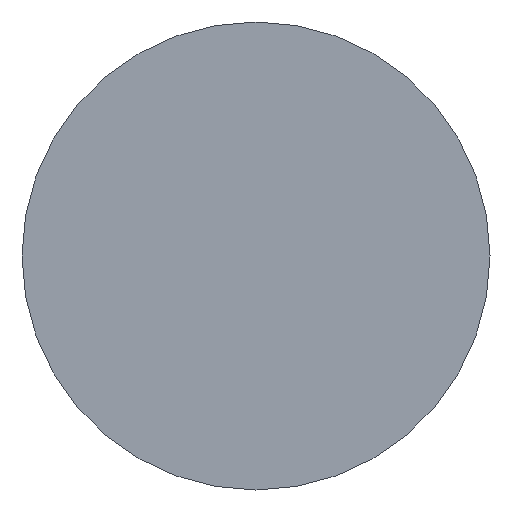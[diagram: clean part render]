
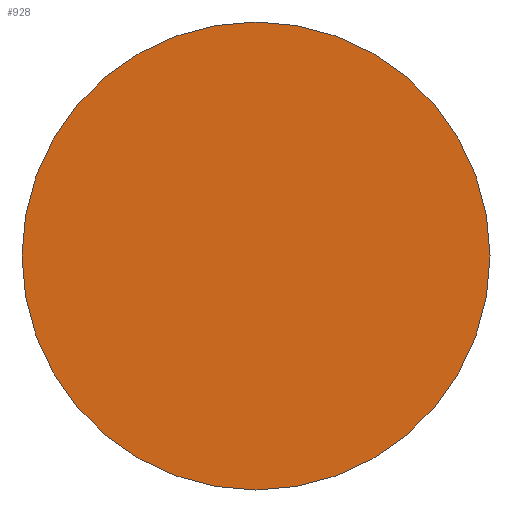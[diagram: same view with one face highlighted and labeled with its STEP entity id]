
A CAD part, front view. The second image highlights one B-rep face of the part: STEP entity #928.
In plain terms, the highlighted planar face has unit normal (0, -1, 0).
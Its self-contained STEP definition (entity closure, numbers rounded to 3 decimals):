
#193=FACE_OUTER_BOUND('',#248,.T.);
#248=EDGE_LOOP('',(#812,#813));
#325=CIRCLE('',#1075,30.);
#326=CIRCLE('',#1076,30.);
#413=VERTEX_POINT('',#1684);
#414=VERTEX_POINT('',#1685);
#545=EDGE_CURVE('',#413,#414,#325,.T.);
#546=EDGE_CURVE('',#414,#413,#326,.T.);
#812=ORIENTED_EDGE('',*,*,#545,.T.);
#813=ORIENTED_EDGE('',*,*,#546,.T.);
#825=PLANE('',#1077);
#928=ADVANCED_FACE('',(#193),#825,.T.);
#1075=AXIS2_PLACEMENT_3D('',#1686,#1362,#1363);
#1076=AXIS2_PLACEMENT_3D('',#1687,#1364,#1365);
#1077=AXIS2_PLACEMENT_3D('',#1689,#1367,#1368);
#1362=DIRECTION('center_axis',(0.,-1.,0.));
#1363=DIRECTION('ref_axis',(-1.,0.,0.));
#1364=DIRECTION('center_axis',(0.,-1.,0.));
#1365=DIRECTION('ref_axis',(-1.,0.,0.));
#1367=DIRECTION('center_axis',(0.,-1.,0.));
#1368=DIRECTION('ref_axis',(0.,0.,-1.));
#1684=CARTESIAN_POINT('',(-30.,0.,0.));
#1685=CARTESIAN_POINT('',(30.,0.,0.));
#1686=CARTESIAN_POINT('Origin',(0.,0.,0.));
#1687=CARTESIAN_POINT('Origin',(0.,0.,0.));
#1689=CARTESIAN_POINT('Origin',(-15.,0.,0.));
